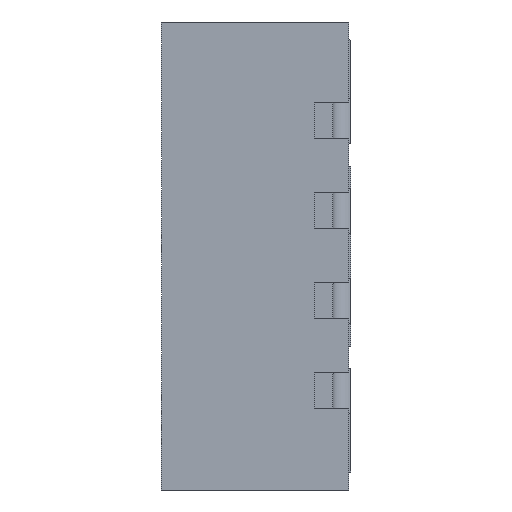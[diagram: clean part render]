
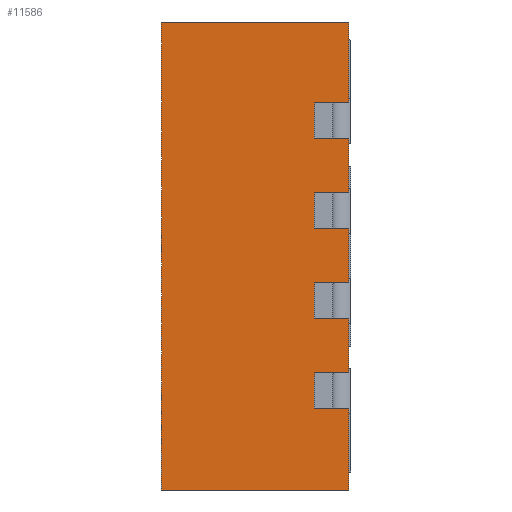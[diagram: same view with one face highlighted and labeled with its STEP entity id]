
A CAD part, left-side view. The second image highlights one B-rep face of the part: STEP entity #11586.
In plain terms, the highlighted planar face has unit normal (-1, 0, 0).
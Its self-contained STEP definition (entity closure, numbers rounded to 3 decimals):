
#10322 = VERTEX_POINT('',#10323);
#10323 = CARTESIAN_POINT('',(-1.3,0.01,0.65));
#10329 = EDGE_CURVE('',#10330,#10322,#10332,.T.);
#10330 = VERTEX_POINT('',#10331);
#10331 = CARTESIAN_POINT('',(-1.3,0.01,0.35));
#10332 = LINE('',#10333,#10334);
#10333 = CARTESIAN_POINT('',(-1.3,0.01,-1.3));
#10334 = VECTOR('',#10335,1.);
#10335 = DIRECTION('',(0.,0.,1.));
#10387 = VERTEX_POINT('',#10388);
#10388 = CARTESIAN_POINT('',(-1.3,0.01,0.15));
#10394 = EDGE_CURVE('',#10395,#10387,#10397,.T.);
#10395 = VERTEX_POINT('',#10396);
#10396 = CARTESIAN_POINT('',(-1.3,0.01,-0.15));
#10397 = LINE('',#10398,#10399);
#10398 = CARTESIAN_POINT('',(-1.3,0.01,-1.3));
#10399 = VECTOR('',#10400,1.);
#10400 = DIRECTION('',(0.,0.,1.));
#10452 = VERTEX_POINT('',#10453);
#10453 = CARTESIAN_POINT('',(-1.3,0.01,-0.35));
#10459 = EDGE_CURVE('',#10460,#10452,#10462,.T.);
#10460 = VERTEX_POINT('',#10461);
#10461 = CARTESIAN_POINT('',(-1.3,0.01,-0.65));
#10462 = LINE('',#10463,#10464);
#10463 = CARTESIAN_POINT('',(-1.3,0.01,-1.3));
#10464 = VECTOR('',#10465,1.);
#10465 = DIRECTION('',(0.,0.,1.));
#10901 = EDGE_CURVE('',#10902,#10904,#10906,.T.);
#10902 = VERTEX_POINT('',#10903);
#10903 = CARTESIAN_POINT('',(-1.3,0.01,0.85));
#10904 = VERTEX_POINT('',#10905);
#10905 = CARTESIAN_POINT('',(-1.3,0.01,1.3));
#10906 = LINE('',#10907,#10908);
#10907 = CARTESIAN_POINT('',(-1.3,0.01,-1.3));
#10908 = VECTOR('',#10909,1.);
#10909 = DIRECTION('',(0.,0.,1.));
#10984 = VERTEX_POINT('',#10985);
#10985 = CARTESIAN_POINT('',(-1.3,0.01,-0.85));
#10991 = EDGE_CURVE('',#10992,#10984,#10994,.T.);
#10992 = VERTEX_POINT('',#10993);
#10993 = CARTESIAN_POINT('',(-1.3,0.01,-1.3));
#10994 = LINE('',#10995,#10996);
#10995 = CARTESIAN_POINT('',(-1.3,0.01,-1.3));
#10996 = VECTOR('',#10997,1.);
#10997 = DIRECTION('',(0.,0.,1.));
#11141 = EDGE_CURVE('',#11142,#10992,#11144,.T.);
#11142 = VERTEX_POINT('',#11143);
#11143 = CARTESIAN_POINT('',(-1.3,1.05,-1.3));
#11144 = LINE('',#11145,#11146);
#11145 = CARTESIAN_POINT('',(-1.3,5.777,-1.3));
#11146 = VECTOR('',#11147,1.);
#11147 = DIRECTION('',(-0.,-1.,0.));
#11397 = VERTEX_POINT('',#11398);
#11398 = CARTESIAN_POINT('',(-1.3,1.05,1.3));
#11404 = EDGE_CURVE('',#11397,#10904,#11405,.T.);
#11405 = LINE('',#11406,#11407);
#11406 = CARTESIAN_POINT('',(-1.3,5.777,1.3));
#11407 = VECTOR('',#11408,1.);
#11408 = DIRECTION('',(-0.,-1.,0.));
#11586 = ADVANCED_FACE('',(#11587),#11690,.F.);
#11587 = FACE_BOUND('',#11588,.T.);
#11588 = EDGE_LOOP('',(#11589,#11590,#11598,#11606,#11612,#11613,#11621,
    #11629,#11635,#11636,#11644,#11652,#11658,#11659,#11667,#11675,
    #11681,#11682,#11683,#11689));
#11589 = ORIENTED_EDGE('',*,*,#10991,.T.);
#11590 = ORIENTED_EDGE('',*,*,#11591,.F.);
#11591 = EDGE_CURVE('',#11592,#10984,#11594,.T.);
#11592 = VERTEX_POINT('',#11593);
#11593 = CARTESIAN_POINT('',(-1.3,0.2,-0.85));
#11594 = LINE('',#11595,#11596);
#11595 = CARTESIAN_POINT('',(-1.3,0.2,-0.85));
#11596 = VECTOR('',#11597,1.);
#11597 = DIRECTION('',(-0.,-1.,0.));
#11598 = ORIENTED_EDGE('',*,*,#11599,.F.);
#11599 = EDGE_CURVE('',#11600,#11592,#11602,.T.);
#11600 = VERTEX_POINT('',#11601);
#11601 = CARTESIAN_POINT('',(-1.3,0.2,-0.65));
#11602 = LINE('',#11603,#11604);
#11603 = CARTESIAN_POINT('',(-1.3,0.2,-0.65));
#11604 = VECTOR('',#11605,1.);
#11605 = DIRECTION('',(0.,0.,-1.));
#11606 = ORIENTED_EDGE('',*,*,#11607,.T.);
#11607 = EDGE_CURVE('',#11600,#10460,#11608,.T.);
#11608 = LINE('',#11609,#11610);
#11609 = CARTESIAN_POINT('',(-1.3,0.2,-0.65));
#11610 = VECTOR('',#11611,1.);
#11611 = DIRECTION('',(-0.,-1.,0.));
#11612 = ORIENTED_EDGE('',*,*,#10459,.T.);
#11613 = ORIENTED_EDGE('',*,*,#11614,.F.);
#11614 = EDGE_CURVE('',#11615,#10452,#11617,.T.);
#11615 = VERTEX_POINT('',#11616);
#11616 = CARTESIAN_POINT('',(-1.3,0.2,-0.35));
#11617 = LINE('',#11618,#11619);
#11618 = CARTESIAN_POINT('',(-1.3,0.2,-0.35));
#11619 = VECTOR('',#11620,1.);
#11620 = DIRECTION('',(-0.,-1.,0.));
#11621 = ORIENTED_EDGE('',*,*,#11622,.F.);
#11622 = EDGE_CURVE('',#11623,#11615,#11625,.T.);
#11623 = VERTEX_POINT('',#11624);
#11624 = CARTESIAN_POINT('',(-1.3,0.2,-0.15));
#11625 = LINE('',#11626,#11627);
#11626 = CARTESIAN_POINT('',(-1.3,0.2,-0.15));
#11627 = VECTOR('',#11628,1.);
#11628 = DIRECTION('',(0.,0.,-1.));
#11629 = ORIENTED_EDGE('',*,*,#11630,.T.);
#11630 = EDGE_CURVE('',#11623,#10395,#11631,.T.);
#11631 = LINE('',#11632,#11633);
#11632 = CARTESIAN_POINT('',(-1.3,0.2,-0.15));
#11633 = VECTOR('',#11634,1.);
#11634 = DIRECTION('',(-0.,-1.,0.));
#11635 = ORIENTED_EDGE('',*,*,#10394,.T.);
#11636 = ORIENTED_EDGE('',*,*,#11637,.F.);
#11637 = EDGE_CURVE('',#11638,#10387,#11640,.T.);
#11638 = VERTEX_POINT('',#11639);
#11639 = CARTESIAN_POINT('',(-1.3,0.2,0.15));
#11640 = LINE('',#11641,#11642);
#11641 = CARTESIAN_POINT('',(-1.3,0.2,0.15));
#11642 = VECTOR('',#11643,1.);
#11643 = DIRECTION('',(-0.,-1.,0.));
#11644 = ORIENTED_EDGE('',*,*,#11645,.F.);
#11645 = EDGE_CURVE('',#11646,#11638,#11648,.T.);
#11646 = VERTEX_POINT('',#11647);
#11647 = CARTESIAN_POINT('',(-1.3,0.2,0.35));
#11648 = LINE('',#11649,#11650);
#11649 = CARTESIAN_POINT('',(-1.3,0.2,0.15));
#11650 = VECTOR('',#11651,1.);
#11651 = DIRECTION('',(0.,0.,-1.));
#11652 = ORIENTED_EDGE('',*,*,#11653,.T.);
#11653 = EDGE_CURVE('',#11646,#10330,#11654,.T.);
#11654 = LINE('',#11655,#11656);
#11655 = CARTESIAN_POINT('',(-1.3,0.2,0.35));
#11656 = VECTOR('',#11657,1.);
#11657 = DIRECTION('',(-0.,-1.,0.));
#11658 = ORIENTED_EDGE('',*,*,#10329,.T.);
#11659 = ORIENTED_EDGE('',*,*,#11660,.F.);
#11660 = EDGE_CURVE('',#11661,#10322,#11663,.T.);
#11661 = VERTEX_POINT('',#11662);
#11662 = CARTESIAN_POINT('',(-1.3,0.2,0.65));
#11663 = LINE('',#11664,#11665);
#11664 = CARTESIAN_POINT('',(-1.3,0.2,0.65));
#11665 = VECTOR('',#11666,1.);
#11666 = DIRECTION('',(-0.,-1.,0.));
#11667 = ORIENTED_EDGE('',*,*,#11668,.F.);
#11668 = EDGE_CURVE('',#11669,#11661,#11671,.T.);
#11669 = VERTEX_POINT('',#11670);
#11670 = CARTESIAN_POINT('',(-1.3,0.2,0.85));
#11671 = LINE('',#11672,#11673);
#11672 = CARTESIAN_POINT('',(-1.3,0.2,0.65));
#11673 = VECTOR('',#11674,1.);
#11674 = DIRECTION('',(0.,0.,-1.));
#11675 = ORIENTED_EDGE('',*,*,#11676,.T.);
#11676 = EDGE_CURVE('',#11669,#10902,#11677,.T.);
#11677 = LINE('',#11678,#11679);
#11678 = CARTESIAN_POINT('',(-1.3,0.2,0.85));
#11679 = VECTOR('',#11680,1.);
#11680 = DIRECTION('',(-0.,-1.,0.));
#11681 = ORIENTED_EDGE('',*,*,#10901,.T.);
#11682 = ORIENTED_EDGE('',*,*,#11404,.F.);
#11683 = ORIENTED_EDGE('',*,*,#11684,.F.);
#11684 = EDGE_CURVE('',#11142,#11397,#11685,.T.);
#11685 = LINE('',#11686,#11687);
#11686 = CARTESIAN_POINT('',(-1.3,1.05,-1.3));
#11687 = VECTOR('',#11688,1.);
#11688 = DIRECTION('',(0.,0.,1.));
#11689 = ORIENTED_EDGE('',*,*,#11141,.T.);
#11690 = PLANE('',#11691);
#11691 = AXIS2_PLACEMENT_3D('',#11692,#11693,#11694);
#11692 = CARTESIAN_POINT('',(-1.3,5.777,-1.3));
#11693 = DIRECTION('',(1.,0.,0.));
#11694 = DIRECTION('',(0.,0.,-1.));
